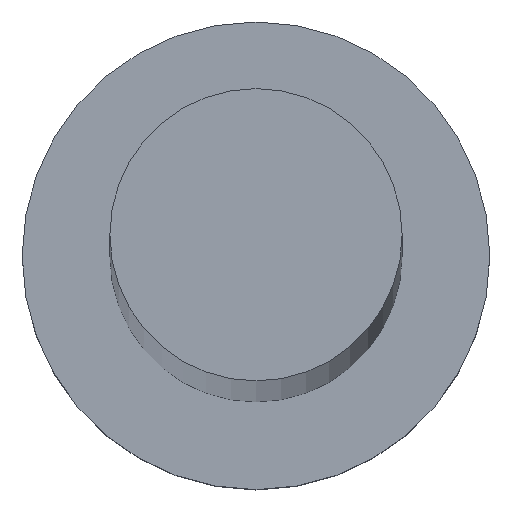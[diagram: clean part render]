
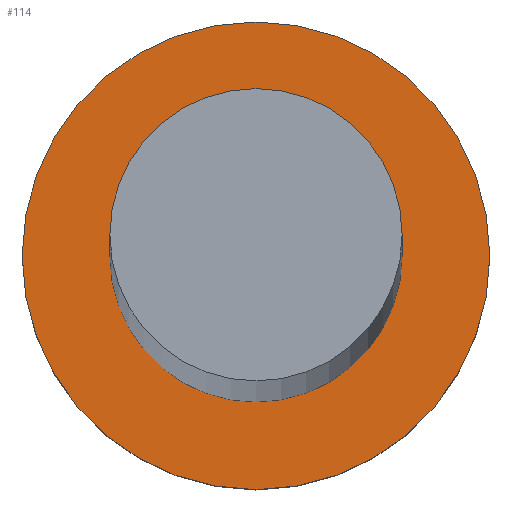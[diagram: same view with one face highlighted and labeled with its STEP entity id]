
A CAD part, top view. The second image highlights one B-rep face of the part: STEP entity #114.
In plain terms, the highlighted planar face has unit normal (0, 0, 1).
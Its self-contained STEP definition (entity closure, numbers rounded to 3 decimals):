
#2 = AXIS2_PLACEMENT_3D ( 'NONE', #172, #11, #174 ) ;
#3 = ORIENTED_EDGE ( 'NONE', *, *, #195, .F. ) ;
#11 = DIRECTION ( 'NONE',  ( 0., 0., 1. ) ) ;
#19 = VERTEX_POINT ( 'NONE', #63 ) ;
#20 = ORIENTED_EDGE ( 'NONE', *, *, #70, .T. ) ;
#34 = FACE_BOUND ( 'NONE', #118, .T. ) ;
#40 = ORIENTED_EDGE ( 'NONE', *, *, #219, .F. ) ;
#43 = AXIS2_PLACEMENT_3D ( 'NONE', #52, #147, #221 ) ;
#45 = DIRECTION ( 'NONE',  ( 0., 0., 1. ) ) ;
#50 = CARTESIAN_POINT ( 'NONE',  ( 0., 0., 5. ) ) ;
#52 = CARTESIAN_POINT ( 'NONE',  ( 0., 0., 5. ) ) ;
#57 = CARTESIAN_POINT ( 'NONE',  ( -3.75, 0., 5. ) ) ;
#58 = VERTEX_POINT ( 'NONE', #92 ) ;
#62 = EDGE_CURVE ( 'NONE', #178, #19, #68, .T. ) ;
#63 = CARTESIAN_POINT ( 'NONE',  ( 6., 0., 5. ) ) ;
#65 = PLANE ( 'NONE',  #43 ) ;
#68 = CIRCLE ( 'NONE', #103, 6. ) ;
#70 = EDGE_CURVE ( 'NONE', #19, #178, #252, .T. ) ;
#74 = DIRECTION ( 'NONE',  ( 1., 0., 0. ) ) ;
#75 = DIRECTION ( 'NONE',  ( 0., 0., 1. ) ) ;
#76 = CIRCLE ( 'NONE', #243, 3.75 ) ;
#92 = CARTESIAN_POINT ( 'NONE',  ( 3.75, 0., 5. ) ) ;
#103 = AXIS2_PLACEMENT_3D ( 'NONE', #132, #246, #152 ) ;
#114 = ADVANCED_FACE ( 'NONE', ( #34, #146 ), #65, .T. ) ;
#117 = CARTESIAN_POINT ( 'NONE',  ( -6., 0., 5. ) ) ;
#118 = EDGE_LOOP ( 'NONE', ( #3, #40 ) ) ;
#132 = CARTESIAN_POINT ( 'NONE',  ( 0., 0., 5. ) ) ;
#135 = CIRCLE ( 'NONE', #2, 3.75 ) ;
#146 = FACE_OUTER_BOUND ( 'NONE', #184, .T. ) ;
#147 = DIRECTION ( 'NONE',  ( 0., 0., 1. ) ) ;
#152 = DIRECTION ( 'NONE',  ( 1., 0., 0. ) ) ;
#153 = DIRECTION ( 'NONE',  ( 1., 0., 0. ) ) ;
#165 = ORIENTED_EDGE ( 'NONE', *, *, #62, .T. ) ;
#172 = CARTESIAN_POINT ( 'NONE',  ( 0., 0., 5. ) ) ;
#174 = DIRECTION ( 'NONE',  ( 1., 0., 0. ) ) ;
#178 = VERTEX_POINT ( 'NONE', #117 ) ;
#184 = EDGE_LOOP ( 'NONE', ( #165, #20 ) ) ;
#195 = EDGE_CURVE ( 'NONE', #255, #58, #135, .T. ) ;
#219 = EDGE_CURVE ( 'NONE', #58, #255, #76, .T. ) ;
#221 = DIRECTION ( 'NONE',  ( 1., 0., 0. ) ) ;
#240 = AXIS2_PLACEMENT_3D ( 'NONE', #50, #45, #74 ) ;
#243 = AXIS2_PLACEMENT_3D ( 'NONE', #251, #75, #153 ) ;
#246 = DIRECTION ( 'NONE',  ( 0., 0., 1. ) ) ;
#251 = CARTESIAN_POINT ( 'NONE',  ( 0., 0., 5. ) ) ;
#252 = CIRCLE ( 'NONE', #240, 6. ) ;
#255 = VERTEX_POINT ( 'NONE', #57 ) ;
